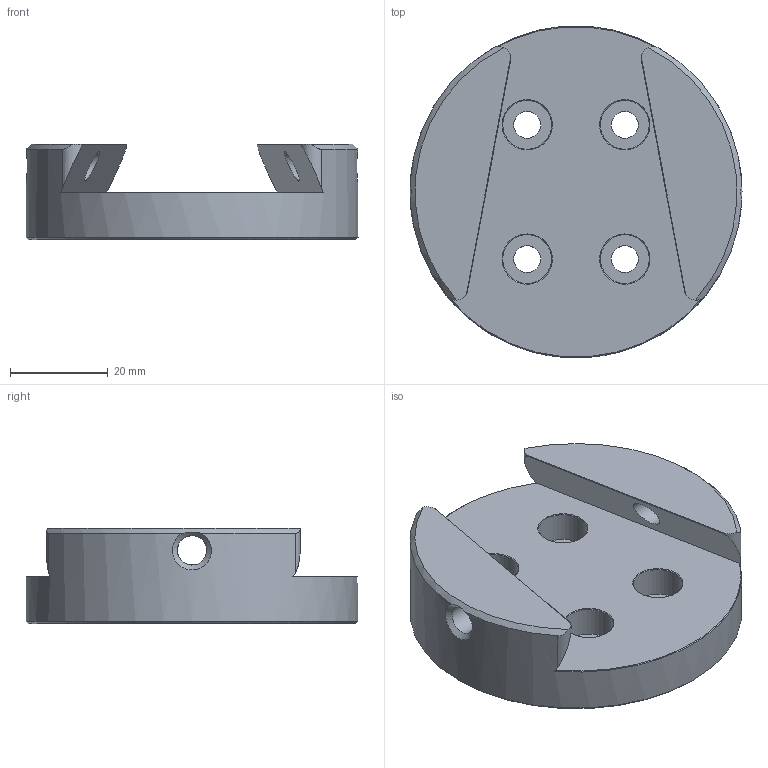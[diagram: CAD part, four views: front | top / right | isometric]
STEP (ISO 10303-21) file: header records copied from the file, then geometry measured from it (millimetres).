
FILE_DESCRIPTION(/* description */ (''),/* implementation_level */ '2;1');
FILE_NAME(/* name */ 'Simucube2_Quick-Release_Connector.step',/* time_stamp */ '2022-12-21T14:46:51+01:00',/* author */ (''),/* organization */ (''),/* preprocessor_version */ 'ST-DEVELOPER v19.2',/* originating_system */ 'Autodesk Translation Framework v11.17.0.187',/* authorisation */ '');
FILE_SCHEMA (('AUTOMOTIVE_DESIGN { 1 0 10303 214 3 1 1 }'));
Length unit declared in the file: millimetre
Products named in the file (1): Simucube2_Quick-Release_Connector
Bounding box: 68 x 68 x 19.5 mm (x, y, z)
Volume: 40991.9 mm3; surface area: 14328.5 mm2
Topology: 1 solids, 1 shells, 62 faces, 156 edges, 98 vertices
Faces by surface type: cylinder 27, cone 21, plane 12, bspline 2
Full cylindrical faces by diameter (mm): 4.234 x12, 5.5 x4, 6 x2, 10 x4, 68 x1
Entity records: 2303 total; most frequent: CARTESIAN_POINT 780, DIRECTION 322, ORIENTED_EDGE 288, EDGE_CURVE 144, AXIS2_PLACEMENT_3D 135, VERTEX_POINT 98, EDGE_LOOP 88, FACE_OUTER_BOUND 62
